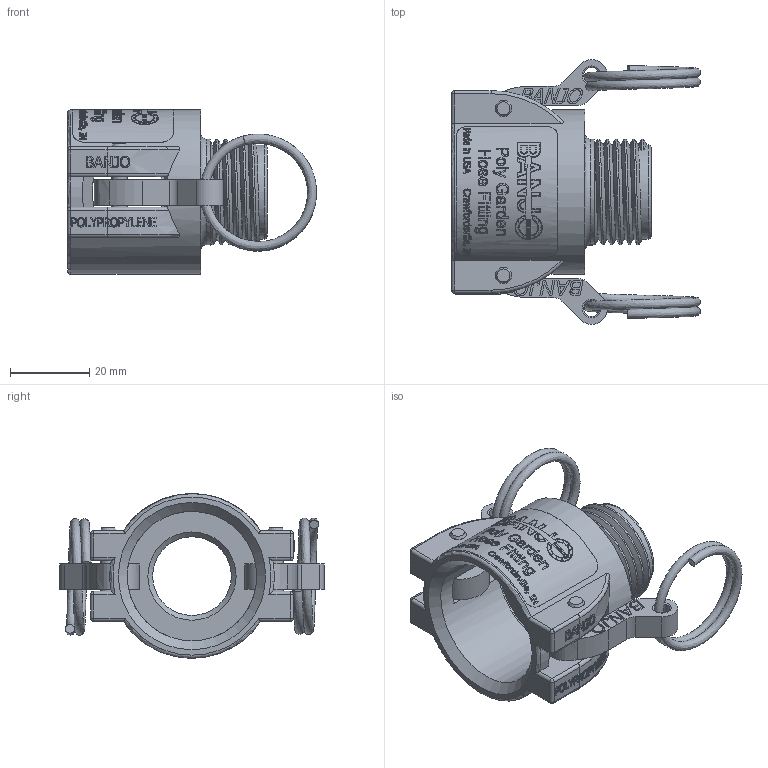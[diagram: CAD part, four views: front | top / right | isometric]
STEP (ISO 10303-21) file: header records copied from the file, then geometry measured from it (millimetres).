
FILE_DESCRIPTION(/* description */ ('3/4" Coupler 3/4" Garden Hose Male Thd'),/* implementation_level */ '2;1');
FILE_NAME(/* name */ 'GHMT075B.stp',/* time_stamp */ '2015-07-28T13:06:24-04:00',/* author */ ('ALR'),/* organization */ (''),/* preprocessor_version */ 'ST-DEVELOPER v15.6',/* originating_system */ 'Autodesk Inventor 2015',/* authorisation */ '');
FILE_SCHEMA (('AUTOMOTIVE_DESIGN { 1 0 10303 214 3 1 1 }'));
Products named in the file (10): GHMT075BX; GHMT075BM; 075GGH; 75XK; 100RING; 75K; 75P; GHL1001; GHMT075BU; GHMT075B
Assembly tree (11 placements, depth 4):
  GHMT075B
    GHMT075BU
      GHMT075BM
        GHMT075BX
      075GGH
      75K  x2
        75XK
        100RING
      75P  x2
      GHL1001
Bounding box: 62.71 x 66.66 x 41.45 mm (x, y, z)
Volume: 7815.5 mm3; surface area: 23600.2 mm2
Topology: 8 solids, 9 shells, 1762 faces, 4710 edges, 3118 vertices
Faces by surface type: plane 818, bspline 714, cylinder 189, torus 17, cone 16, sphere 8
Full cylindrical faces by diameter (mm): 3.962 x8, 4.039 x2, 19.812 x1, 22.225 x1, 23.724 x6, 26.67 x1, 32.614 x1, 34.925 x1, 36.119 x1, 41.402 x1
Entity records: 159008 total; most frequent: CARTESIAN_POINT 123988, ORIENTED_EDGE 8312, DIRECTION 4793, EDGE_CURVE 4156, VERTEX_POINT 2767, LINE 1909, VECTOR 1909, EDGE_LOOP 1741
